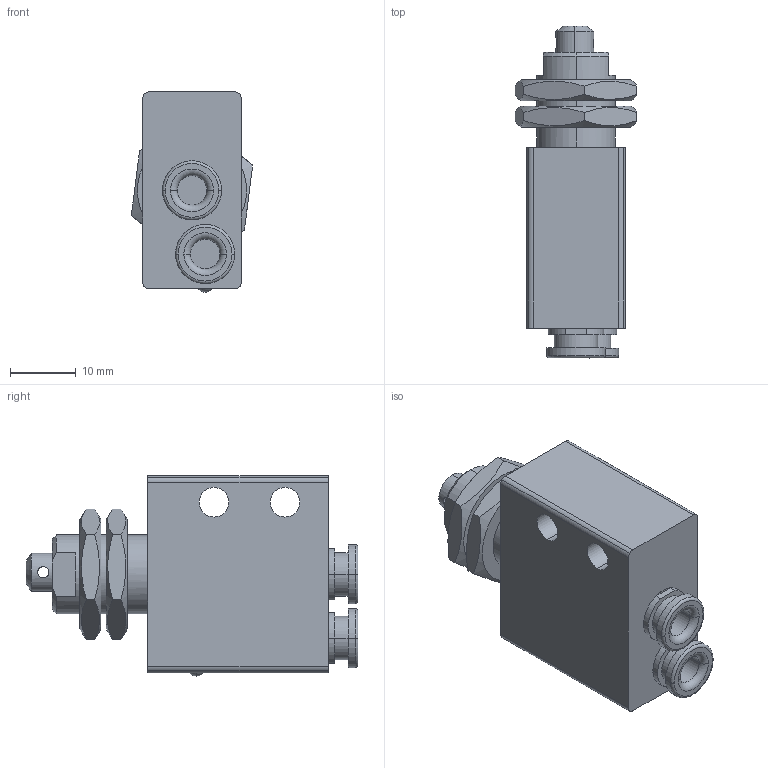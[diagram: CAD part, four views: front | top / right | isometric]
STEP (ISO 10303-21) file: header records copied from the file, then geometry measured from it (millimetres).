
FILE_DESCRIPTION((''),'2;1');
FILE_NAME('08_034_4.stp','2002-12-02T16:47:51',('Branislav Petkovic'),('AZ Pneumatica'),'AutoCAD STEP 2000i','AutoCAD 2000i','Via J. F. Kennedy, 26, 20020 Misinto (MI), ITALY');
FILE_SCHEMA(('CONFIG_CONTROL_DESIGN'));
Length unit declared in the file: millimetre
Products named in the file (9): 08_034_4; 304MA TELO; PART1; PIPAK 304 MV; PART1A; ~HEX NUT - ISO 8675 - M12 X 1.25; PUSH IN 4MM; PART1AA; PART2
Assembly tree (10 placements, depth 3):
  08_034_4
    304MA TELO
      PART1
    PIPAK 304 MV
      PART1A
      ~HEX NUT - ISO 8675 - M12 X 1.25  x2
    PUSH IN 4MM  x2
      PART1AA
      PART2
Bounding box: 18.47 x 50.5 x 30.5 mm (x, y, z)
Surface area: 7679 mm2 (no closed solid volume)
Topology: 0 solids, 8 shells, 189 faces, 454 edges, 291 vertices
Faces by surface type: cylinder 64, plane 55, cone 40, torus 28, sphere 2
Entity records: 3943 total; most frequent: CARTESIAN_POINT 729, DIRECTION 710, ORIENTED_EDGE 590, AXIS2_PLACEMENT_3D 303, EDGE_CURVE 295, VERTEX_POINT 190, CIRCLE 167, EDGE_LOOP 147
